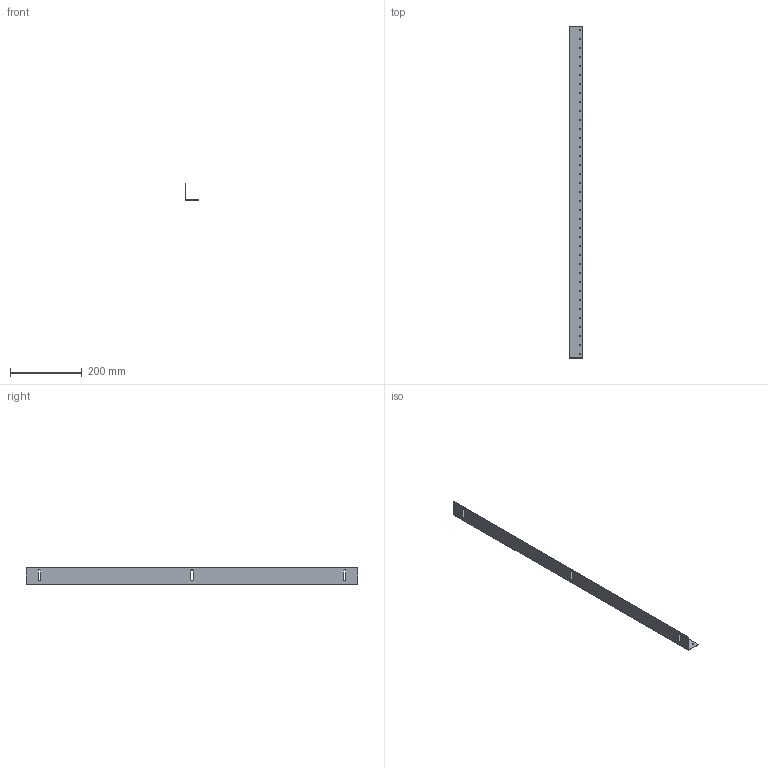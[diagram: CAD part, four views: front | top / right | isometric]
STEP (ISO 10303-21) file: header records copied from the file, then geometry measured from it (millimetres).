
FILE_DESCRIPTION (( 'STEP AP214' ), '1' );
FILE_NAME ('Y-PL-U-5-0 Óãîëîê ëèöåâîé ïàíåëè ÙÌÏ-5 PRO (ê-ò 2 øò.).STEP', '2016-08-12T07:14:55', ( 'user' ), ( '' ), 'SwSTEP 2.0', 'SolidWorks 2014', '' );
FILE_SCHEMA (( 'AUTOMOTIVE_DESIGN' ));
Length unit declared in the file: millimetre
Products named in the file (1): Y-PL-U-5-0 Óãîëîê ëèöåâîé ïàíåëè ÙÌÏ-5 PRO (ê-ò 2 øò.)
Bounding box: 38 x 924 x 45 mm (x, y, z)
Volume: 60074.2 mm3; surface area: 152237.7 mm2
Topology: 1 solids, 1 shells, 97 faces, 285 edges, 190 vertices
Faces by surface type: cylinder 83, plane 14
Entity records: 3519 total; most frequent: DIRECTION 647, CARTESIAN_POINT 573, ORIENTED_EDGE 570, EDGE_CURVE 285, AXIS2_PLACEMENT_3D 264, VERTEX_POINT 190, EDGE_LOOP 177, CIRCLE 166
